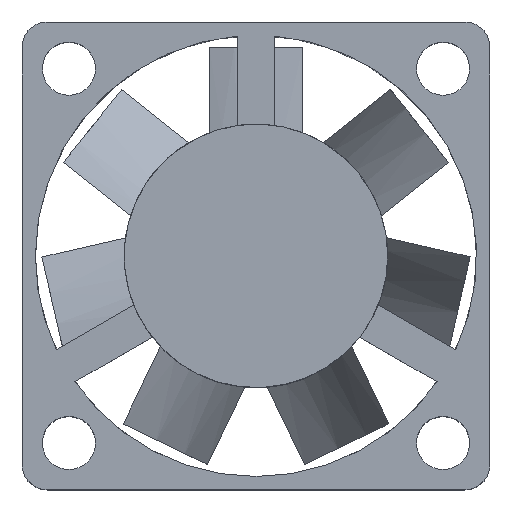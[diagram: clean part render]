
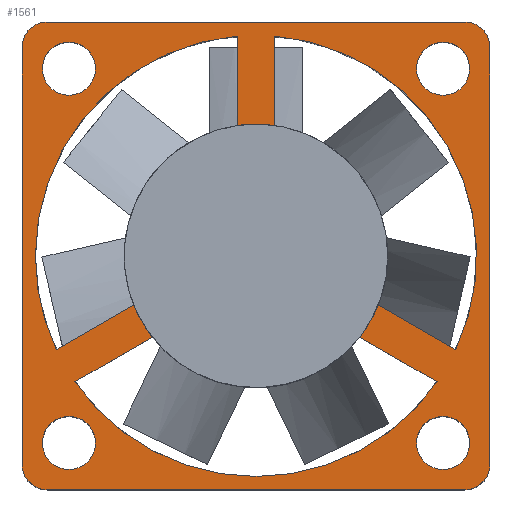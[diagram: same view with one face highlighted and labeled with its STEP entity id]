
A CAD part, top view. The second image highlights one B-rep face of the part: STEP entity #1561.
In plain terms, the highlighted planar face has unit normal (0, 0, 1).
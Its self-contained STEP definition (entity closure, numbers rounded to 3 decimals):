
#27=FACE_BOUND('',#480,.T.);
#28=FACE_BOUND('',#481,.T.);
#29=FACE_BOUND('',#482,.T.);
#30=FACE_BOUND('',#483,.T.);
#31=FACE_BOUND('',#484,.T.);
#54=LINE('',#2534,#181);
#58=LINE('',#2543,#185);
#62=LINE('',#2552,#189);
#66=LINE('',#2561,#193);
#73=LINE('',#2585,#200);
#76=LINE('',#2591,#203);
#99=LINE('',#2678,#226);
#100=LINE('',#2679,#227);
#101=LINE('',#2680,#228);
#102=LINE('',#2681,#229);
#181=VECTOR('',#1906,10.);
#185=VECTOR('',#1912,10.);
#189=VECTOR('',#1918,10.);
#193=VECTOR('',#1924,10.);
#200=VECTOR('',#1949,10.);
#203=VECTOR('',#1954,10.);
#226=VECTOR('',#2035,10.);
#227=VECTOR('',#2036,10.);
#228=VECTOR('',#2037,10.);
#229=VECTOR('',#2038,10.);
#390=FACE_OUTER_BOUND('',#479,.T.);
#479=EDGE_LOOP('',(#1213,#1214,#1215,#1216,#1217,#1218,#1219,#1220));
#480=EDGE_LOOP('',(#1221,#1222,#1223,#1224,#1225,#1226,#1227,#1228,#1229,
#1230,#1231,#1232,#1233));
#481=EDGE_LOOP('',(#1234,#1235));
#482=EDGE_LOOP('',(#1236,#1237));
#483=EDGE_LOOP('',(#1238,#1239));
#484=EDGE_LOOP('',(#1240,#1241));
#550=CIRCLE('',#1668,8.45);
#552=CIRCLE('',#1670,8.45);
#555=CIRCLE('',#1673,8.45);
#573=CIRCLE('',#1698,1.6);
#574=CIRCLE('',#1700,1.6);
#575=CIRCLE('',#1702,1.6);
#576=CIRCLE('',#1704,1.6);
#577=CIRCLE('',#1706,14.15);
#578=CIRCLE('',#1707,14.15);
#579=CIRCLE('',#1708,14.15);
#580=CIRCLE('',#1709,14.15);
#581=CIRCLE('',#1710,1.7);
#582=CIRCLE('',#1711,1.7);
#583=CIRCLE('',#1712,1.7);
#584=CIRCLE('',#1713,1.7);
#585=CIRCLE('',#1714,1.7);
#586=CIRCLE('',#1715,1.7);
#587=CIRCLE('',#1716,1.7);
#588=CIRCLE('',#1717,1.7);
#657=VERTEX_POINT('',#2532);
#658=VERTEX_POINT('',#2533);
#661=VERTEX_POINT('',#2541);
#662=VERTEX_POINT('',#2542);
#665=VERTEX_POINT('',#2550);
#666=VERTEX_POINT('',#2551);
#669=VERTEX_POINT('',#2559);
#670=VERTEX_POINT('',#2560);
#675=VERTEX_POINT('',#2576);
#676=VERTEX_POINT('',#2578);
#678=VERTEX_POINT('',#2584);
#680=VERTEX_POINT('',#2590);
#708=VERTEX_POINT('',#2654);
#709=VERTEX_POINT('',#2656);
#710=VERTEX_POINT('',#2660);
#711=VERTEX_POINT('',#2662);
#712=VERTEX_POINT('',#2666);
#713=VERTEX_POINT('',#2668);
#714=VERTEX_POINT('',#2672);
#715=VERTEX_POINT('',#2674);
#716=VERTEX_POINT('',#2682);
#717=VERTEX_POINT('',#2687);
#718=VERTEX_POINT('',#2688);
#719=VERTEX_POINT('',#2691);
#720=VERTEX_POINT('',#2692);
#721=VERTEX_POINT('',#2695);
#722=VERTEX_POINT('',#2696);
#723=VERTEX_POINT('',#2699);
#724=VERTEX_POINT('',#2700);
#833=EDGE_CURVE('',#657,#658,#54,.T.);
#837=EDGE_CURVE('',#661,#662,#58,.T.);
#841=EDGE_CURVE('',#665,#666,#62,.T.);
#845=EDGE_CURVE('',#669,#670,#66,.T.);
#849=EDGE_CURVE('',#670,#666,#550,.T.);
#851=EDGE_CURVE('',#662,#658,#552,.T.);
#856=EDGE_CURVE('',#676,#675,#555,.T.);
#859=EDGE_CURVE('',#678,#675,#73,.T.);
#862=EDGE_CURVE('',#680,#676,#76,.T.);
#894=EDGE_CURVE('',#709,#708,#573,.T.);
#897=EDGE_CURVE('',#711,#710,#574,.T.);
#900=EDGE_CURVE('',#713,#712,#575,.T.);
#903=EDGE_CURVE('',#715,#714,#576,.T.);
#905=EDGE_CURVE('',#708,#715,#99,.T.);
#906=EDGE_CURVE('',#714,#713,#100,.T.);
#907=EDGE_CURVE('',#712,#711,#101,.T.);
#908=EDGE_CURVE('',#710,#709,#102,.T.);
#909=EDGE_CURVE('',#665,#716,#577,.T.);
#910=EDGE_CURVE('',#716,#680,#578,.T.);
#911=EDGE_CURVE('',#678,#661,#579,.T.);
#912=EDGE_CURVE('',#657,#669,#580,.T.);
#913=EDGE_CURVE('',#717,#718,#581,.T.);
#914=EDGE_CURVE('',#718,#717,#582,.T.);
#915=EDGE_CURVE('',#719,#720,#583,.T.);
#916=EDGE_CURVE('',#720,#719,#584,.T.);
#917=EDGE_CURVE('',#721,#722,#585,.T.);
#918=EDGE_CURVE('',#722,#721,#586,.T.);
#919=EDGE_CURVE('',#723,#724,#587,.T.);
#920=EDGE_CURVE('',#724,#723,#588,.T.);
#1213=ORIENTED_EDGE('',*,*,#905,.T.);
#1214=ORIENTED_EDGE('',*,*,#903,.T.);
#1215=ORIENTED_EDGE('',*,*,#906,.T.);
#1216=ORIENTED_EDGE('',*,*,#900,.T.);
#1217=ORIENTED_EDGE('',*,*,#907,.T.);
#1218=ORIENTED_EDGE('',*,*,#897,.T.);
#1219=ORIENTED_EDGE('',*,*,#908,.T.);
#1220=ORIENTED_EDGE('',*,*,#894,.T.);
#1221=ORIENTED_EDGE('',*,*,#849,.T.);
#1222=ORIENTED_EDGE('',*,*,#841,.F.);
#1223=ORIENTED_EDGE('',*,*,#909,.T.);
#1224=ORIENTED_EDGE('',*,*,#910,.T.);
#1225=ORIENTED_EDGE('',*,*,#862,.T.);
#1226=ORIENTED_EDGE('',*,*,#856,.T.);
#1227=ORIENTED_EDGE('',*,*,#859,.F.);
#1228=ORIENTED_EDGE('',*,*,#911,.T.);
#1229=ORIENTED_EDGE('',*,*,#837,.T.);
#1230=ORIENTED_EDGE('',*,*,#851,.T.);
#1231=ORIENTED_EDGE('',*,*,#833,.F.);
#1232=ORIENTED_EDGE('',*,*,#912,.T.);
#1233=ORIENTED_EDGE('',*,*,#845,.T.);
#1234=ORIENTED_EDGE('',*,*,#913,.T.);
#1235=ORIENTED_EDGE('',*,*,#914,.T.);
#1236=ORIENTED_EDGE('',*,*,#915,.T.);
#1237=ORIENTED_EDGE('',*,*,#916,.T.);
#1238=ORIENTED_EDGE('',*,*,#917,.T.);
#1239=ORIENTED_EDGE('',*,*,#918,.T.);
#1240=ORIENTED_EDGE('',*,*,#919,.T.);
#1241=ORIENTED_EDGE('',*,*,#920,.T.);
#1501=PLANE('',#1705);
#1561=ADVANCED_FACE('',(#390,#27,#28,#29,#30,#31),#1501,.T.);
#1668=AXIS2_PLACEMENT_3D('',#2568,#1930,#1931);
#1670=AXIS2_PLACEMENT_3D('',#2570,#1934,#1935);
#1673=AXIS2_PLACEMENT_3D('',#2579,#1942,#1943);
#1698=AXIS2_PLACEMENT_3D('',#2657,#2012,#2013);
#1700=AXIS2_PLACEMENT_3D('',#2663,#2018,#2019);
#1702=AXIS2_PLACEMENT_3D('',#2669,#2024,#2025);
#1704=AXIS2_PLACEMENT_3D('',#2675,#2030,#2031);
#1705=AXIS2_PLACEMENT_3D('',#2677,#2033,#2034);
#1706=AXIS2_PLACEMENT_3D('',#2683,#2039,#2040);
#1707=AXIS2_PLACEMENT_3D('',#2684,#2041,#2042);
#1708=AXIS2_PLACEMENT_3D('',#2685,#2043,#2044);
#1709=AXIS2_PLACEMENT_3D('',#2686,#2045,#2046);
#1710=AXIS2_PLACEMENT_3D('',#2689,#2047,#2048);
#1711=AXIS2_PLACEMENT_3D('',#2690,#2049,#2050);
#1712=AXIS2_PLACEMENT_3D('',#2693,#2051,#2052);
#1713=AXIS2_PLACEMENT_3D('',#2694,#2053,#2054);
#1714=AXIS2_PLACEMENT_3D('',#2697,#2055,#2056);
#1715=AXIS2_PLACEMENT_3D('',#2698,#2057,#2058);
#1716=AXIS2_PLACEMENT_3D('',#2701,#2059,#2060);
#1717=AXIS2_PLACEMENT_3D('',#2702,#2061,#2062);
#1906=DIRECTION('',(-0.866,0.5,0.));
#1912=DIRECTION('',(-0.866,0.5,0.));
#1918=DIRECTION('',(0.866,0.5,0.));
#1924=DIRECTION('',(0.866,0.5,0.));
#1930=DIRECTION('center_axis',(0.,0.,-1.));
#1931=DIRECTION('ref_axis',(-1.,0.,0.));
#1934=DIRECTION('center_axis',(0.,0.,-1.));
#1935=DIRECTION('ref_axis',(-1.,0.,0.));
#1942=DIRECTION('center_axis',(0.,0.,-1.));
#1943=DIRECTION('ref_axis',(-1.,0.,0.));
#1949=DIRECTION('',(0.,-1.,0.));
#1954=DIRECTION('',(0.,-1.,0.));
#2012=DIRECTION('center_axis',(0.,0.,1.));
#2013=DIRECTION('ref_axis',(0.,-1.,0.));
#2018=DIRECTION('center_axis',(0.,0.,1.));
#2019=DIRECTION('ref_axis',(-1.,0.,0.));
#2024=DIRECTION('center_axis',(0.,0.,1.));
#2025=DIRECTION('ref_axis',(0.,1.,0.));
#2030=DIRECTION('center_axis',(0.,0.,1.));
#2031=DIRECTION('ref_axis',(1.,0.,0.));
#2033=DIRECTION('center_axis',(0.,0.,1.));
#2034=DIRECTION('ref_axis',(-1.,0.,0.));
#2035=DIRECTION('',(0.,1.,0.));
#2036=DIRECTION('',(-1.,0.,0.));
#2037=DIRECTION('',(0.,-1.,0.));
#2038=DIRECTION('',(1.,0.,0.));
#2039=DIRECTION('center_axis',(0.,0.,-1.));
#2040=DIRECTION('ref_axis',(-1.,0.,0.));
#2041=DIRECTION('center_axis',(0.,0.,-1.));
#2042=DIRECTION('ref_axis',(-1.,0.,0.));
#2043=DIRECTION('center_axis',(0.,0.,-1.));
#2044=DIRECTION('ref_axis',(-1.,0.,0.));
#2045=DIRECTION('center_axis',(0.,0.,-1.));
#2046=DIRECTION('ref_axis',(-1.,0.,0.));
#2047=DIRECTION('center_axis',(0.,0.,-1.));
#2048=DIRECTION('ref_axis',(-1.,0.,0.));
#2049=DIRECTION('center_axis',(0.,0.,-1.));
#2050=DIRECTION('ref_axis',(-1.,0.,0.));
#2051=DIRECTION('center_axis',(0.,0.,-1.));
#2052=DIRECTION('ref_axis',(-1.,0.,0.));
#2053=DIRECTION('center_axis',(0.,0.,-1.));
#2054=DIRECTION('ref_axis',(-1.,0.,0.));
#2055=DIRECTION('center_axis',(0.,0.,-1.));
#2056=DIRECTION('ref_axis',(-1.,0.,0.));
#2057=DIRECTION('center_axis',(0.,0.,-1.));
#2058=DIRECTION('ref_axis',(-1.,0.,0.));
#2059=DIRECTION('center_axis',(0.,0.,-1.));
#2060=DIRECTION('ref_axis',(-1.,0.,0.));
#2061=DIRECTION('center_axis',(0.,0.,-1.));
#2062=DIRECTION('ref_axis',(-1.,0.,0.));
#2532=CARTESIAN_POINT('',(11.616,-8.081,10.34));
#2533=CARTESIAN_POINT('',(6.65,-5.213,10.34));
#2534=CARTESIAN_POINT('',(11.616,-8.081,10.34));
#2541=CARTESIAN_POINT('',(12.806,-6.019,10.34));
#2542=CARTESIAN_POINT('',(7.84,-3.152,10.34));
#2543=CARTESIAN_POINT('',(12.806,-6.019,10.34));
#2550=CARTESIAN_POINT('',(-12.806,-6.019,10.34));
#2551=CARTESIAN_POINT('',(-7.84,-3.152,10.34));
#2552=CARTESIAN_POINT('',(-12.806,-6.019,10.34));
#2559=CARTESIAN_POINT('',(-11.616,-8.081,10.34));
#2560=CARTESIAN_POINT('',(-6.65,-5.213,10.34));
#2561=CARTESIAN_POINT('',(-11.616,-8.081,10.34));
#2568=CARTESIAN_POINT('Origin',(0.,0.,10.34));
#2570=CARTESIAN_POINT('Origin',(0.,0.,10.34));
#2576=CARTESIAN_POINT('',(1.19,8.366,10.34));
#2578=CARTESIAN_POINT('',(-1.19,8.366,10.34));
#2579=CARTESIAN_POINT('Origin',(0.,0.,10.34));
#2584=CARTESIAN_POINT('',(1.19,14.1,10.34));
#2585=CARTESIAN_POINT('',(1.19,14.1,10.34));
#2590=CARTESIAN_POINT('',(-1.19,14.1,10.34));
#2591=CARTESIAN_POINT('',(-1.19,14.1,10.34));
#2654=CARTESIAN_POINT('',(15.,-13.4,10.34));
#2656=CARTESIAN_POINT('',(13.4,-15.,10.34));
#2657=CARTESIAN_POINT('Origin',(13.4,-13.4,10.34));
#2660=CARTESIAN_POINT('',(-13.4,-15.,10.34));
#2662=CARTESIAN_POINT('',(-15.,-13.4,10.34));
#2663=CARTESIAN_POINT('Origin',(-13.4,-13.4,10.34));
#2666=CARTESIAN_POINT('',(-15.,13.4,10.34));
#2668=CARTESIAN_POINT('',(-13.4,15.,10.34));
#2669=CARTESIAN_POINT('Origin',(-13.4,13.4,10.34));
#2672=CARTESIAN_POINT('',(13.4,15.,10.34));
#2674=CARTESIAN_POINT('',(15.,13.4,10.34));
#2675=CARTESIAN_POINT('Origin',(13.4,13.4,10.34));
#2677=CARTESIAN_POINT('Origin',(0.,0.,10.34));
#2678=CARTESIAN_POINT('',(15.,13.4,10.34));
#2679=CARTESIAN_POINT('',(-13.4,15.,10.34));
#2680=CARTESIAN_POINT('',(-15.,-13.4,10.34));
#2681=CARTESIAN_POINT('',(13.4,-15.,10.34));
#2682=CARTESIAN_POINT('',(-14.15,0.,10.34));
#2683=CARTESIAN_POINT('Origin',(0.,0.,10.34));
#2684=CARTESIAN_POINT('Origin',(0.,0.,10.34));
#2685=CARTESIAN_POINT('Origin',(0.,0.,10.34));
#2686=CARTESIAN_POINT('Origin',(0.,0.,10.34));
#2687=CARTESIAN_POINT('',(-10.3,-12.,10.34));
#2688=CARTESIAN_POINT('',(-13.7,-12.,10.34));
#2689=CARTESIAN_POINT('Origin',(-12.,-12.,10.34));
#2690=CARTESIAN_POINT('Origin',(-12.,-12.,10.34));
#2691=CARTESIAN_POINT('',(13.7,12.,10.34));
#2692=CARTESIAN_POINT('',(10.3,12.,10.34));
#2693=CARTESIAN_POINT('Origin',(12.,12.,10.34));
#2694=CARTESIAN_POINT('Origin',(12.,12.,10.34));
#2695=CARTESIAN_POINT('',(13.7,-12.,10.34));
#2696=CARTESIAN_POINT('',(10.3,-12.,10.34));
#2697=CARTESIAN_POINT('Origin',(12.,-12.,10.34));
#2698=CARTESIAN_POINT('Origin',(12.,-12.,10.34));
#2699=CARTESIAN_POINT('',(-10.3,12.,10.34));
#2700=CARTESIAN_POINT('',(-13.7,12.,10.34));
#2701=CARTESIAN_POINT('Origin',(-12.,12.,10.34));
#2702=CARTESIAN_POINT('Origin',(-12.,12.,10.34));
